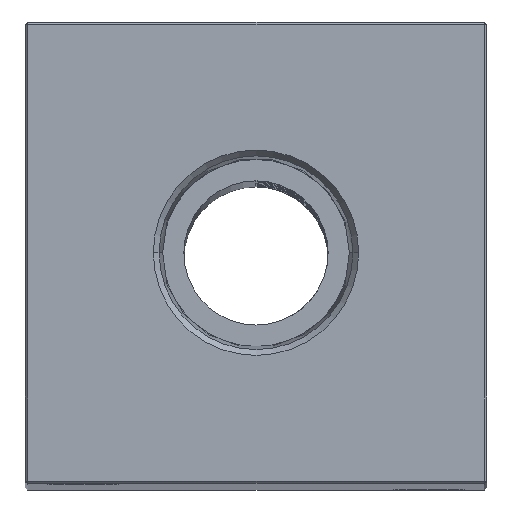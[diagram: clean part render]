
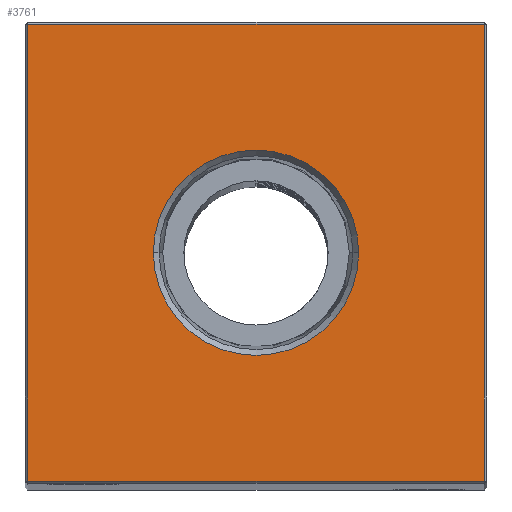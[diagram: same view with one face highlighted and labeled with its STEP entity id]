
A CAD part, top view. The second image highlights one B-rep face of the part: STEP entity #3761.
In plain terms, the highlighted planar face has unit normal (0, 0, 1).
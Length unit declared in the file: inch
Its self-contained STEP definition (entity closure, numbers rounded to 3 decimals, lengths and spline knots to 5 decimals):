
#983 = ORIENTED_EDGE ( 'NONE', *, *, #28550, .T. ) ;
#1540 = LINE ( 'NONE', #5994, #14299 ) ;
#1709 = VERTEX_POINT ( 'NONE', #8614 ) ;
#2269 = PLANE ( 'NONE',  #22952 ) ;
#2354 = LINE ( 'NONE', #2960, #4398 ) ;
#2960 = CARTESIAN_POINT ( 'NONE',  ( 0., -0.99, 16.25 ) ) ;
#3309 = VERTEX_POINT ( 'NONE', #18401 ) ;
#3761 = ADVANCED_FACE ( 'NONE', ( #6436, #23252 ), #2269, .F. ) ;
#4398 = VECTOR ( 'NONE', #12325, 39.37008 ) ;
#4624 = EDGE_LOOP ( 'NONE', ( #15023, #25137 ) ) ;
#4884 = CARTESIAN_POINT ( 'NONE',  ( 0.44487, 0., 16.25 ) ) ;
#5577 = VERTEX_POINT ( 'NONE', #19227 ) ;
#5994 = CARTESIAN_POINT ( 'NONE',  ( 0., 0.99, 16.25 ) ) ;
#6390 = AXIS2_PLACEMENT_3D ( 'NONE', #24476, #17890, #29374 ) ;
#6436 = FACE_OUTER_BOUND ( 'NONE', #28238, .T. ) ;
#8435 = DIRECTION ( 'NONE',  ( 0., 1., 0. ) ) ;
#8614 = CARTESIAN_POINT ( 'NONE',  ( -0.44487, 0., 16.25 ) ) ;
#9278 = CIRCLE ( 'NONE', #29337, 0.44487 ) ;
#9697 = DIRECTION ( 'NONE',  ( 0., -1., 0. ) ) ;
#11333 = DIRECTION ( 'NONE',  ( 0., 0., -1. ) ) ;
#12325 = DIRECTION ( 'NONE',  ( 1., 0., 0. ) ) ;
#12382 = CARTESIAN_POINT ( 'NONE',  ( -0.99, 0.99, 16.25 ) ) ;
#12555 = ORIENTED_EDGE ( 'NONE', *, *, #29068, .T. ) ;
#13024 = LINE ( 'NONE', #29395, #18205 ) ;
#13229 = CIRCLE ( 'NONE', #6390, 0.44487 ) ;
#14299 = VECTOR ( 'NONE', #22672, 39.37008 ) ;
#14512 = DIRECTION ( 'NONE',  ( 1., 0., 0. ) ) ;
#15023 = ORIENTED_EDGE ( 'NONE', *, *, #20913, .F. ) ;
#15155 = VECTOR ( 'NONE', #9697, 39.37008 ) ;
#16800 = CARTESIAN_POINT ( 'NONE',  ( 0., 0., 16.25 ) ) ;
#17890 = DIRECTION ( 'NONE',  ( 0., 0., 1. ) ) ;
#18205 = VECTOR ( 'NONE', #8435, 39.37008 ) ;
#18401 = CARTESIAN_POINT ( 'NONE',  ( 0.99, 0.99, 16.25 ) ) ;
#19227 = CARTESIAN_POINT ( 'NONE',  ( 0.99, -0.99, 16.25 ) ) ;
#20337 = EDGE_CURVE ( 'NONE', #27257, #24364, #21326, .T. ) ;
#20913 = EDGE_CURVE ( 'NONE', #29145, #1709, #9278, .T. ) ;
#21326 = LINE ( 'NONE', #24073, #15155 ) ;
#22156 = ORIENTED_EDGE ( 'NONE', *, *, #20337, .T. ) ;
#22672 = DIRECTION ( 'NONE',  ( -1., 0., 0. ) ) ;
#22814 = CARTESIAN_POINT ( 'NONE',  ( 0., 0., 16.25 ) ) ;
#22952 = AXIS2_PLACEMENT_3D ( 'NONE', #22814, #11333, #25111 ) ;
#23138 = EDGE_CURVE ( 'NONE', #24364, #5577, #2354, .T. ) ;
#23252 = FACE_BOUND ( 'NONE', #4624, .T. ) ;
#23669 = EDGE_CURVE ( 'NONE', #1709, #29145, #13229, .T. ) ;
#24073 = CARTESIAN_POINT ( 'NONE',  ( -0.99, 0., 16.25 ) ) ;
#24364 = VERTEX_POINT ( 'NONE', #28509 ) ;
#24476 = CARTESIAN_POINT ( 'NONE',  ( 0., 0., 16.25 ) ) ;
#25111 = DIRECTION ( 'NONE',  ( -1., 0., 0. ) ) ;
#25137 = ORIENTED_EDGE ( 'NONE', *, *, #23669, .F. ) ;
#26137 = DIRECTION ( 'NONE',  ( 0., 0., 1. ) ) ;
#27257 = VERTEX_POINT ( 'NONE', #12382 ) ;
#28238 = EDGE_LOOP ( 'NONE', ( #22156, #29620, #983, #12555 ) ) ;
#28509 = CARTESIAN_POINT ( 'NONE',  ( -0.99, -0.99, 16.25 ) ) ;
#28550 = EDGE_CURVE ( 'NONE', #5577, #3309, #13024, .T. ) ;
#29068 = EDGE_CURVE ( 'NONE', #3309, #27257, #1540, .T. ) ;
#29145 = VERTEX_POINT ( 'NONE', #4884 ) ;
#29337 = AXIS2_PLACEMENT_3D ( 'NONE', #16800, #26137, #14512 ) ;
#29374 = DIRECTION ( 'NONE',  ( 1., 0., 0. ) ) ;
#29395 = CARTESIAN_POINT ( 'NONE',  ( 0.99, 0., 16.25 ) ) ;
#29620 = ORIENTED_EDGE ( 'NONE', *, *, #23138, .T. ) ;
